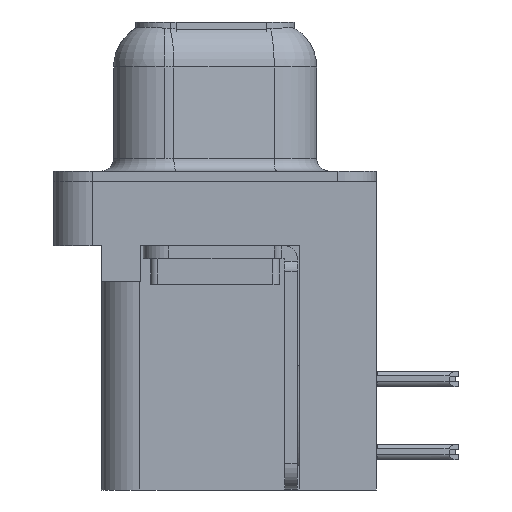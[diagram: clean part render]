
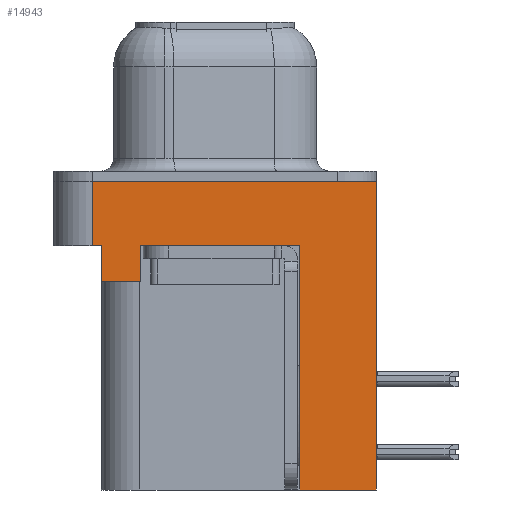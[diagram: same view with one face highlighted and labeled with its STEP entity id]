
A CAD part, left-side view. The second image highlights one B-rep face of the part: STEP entity #14943.
In plain terms, the highlighted planar face has unit normal (-1, 0, 0).
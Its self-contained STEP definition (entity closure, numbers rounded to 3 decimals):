
#95 = VERTEX_POINT ( 'NONE', #11806 ) ;
#205 = DIRECTION ( 'NONE',  ( 0., 1., 0. ) ) ;
#717 = VERTEX_POINT ( 'NONE', #21989 ) ;
#769 = CARTESIAN_POINT ( 'NONE',  ( -2.935, -6.275, -2.5 ) ) ;
#847 = CARTESIAN_POINT ( 'NONE',  ( -2.935, 4.775, -2.5 ) ) ;
#973 = ORIENTED_EDGE ( 'NONE', *, *, #25342, .T. ) ;
#1811 = ORIENTED_EDGE ( 'NONE', *, *, #10107, .T. ) ;
#1859 = CARTESIAN_POINT ( 'NONE',  ( -2.935, -6.275, -2.5 ) ) ;
#1996 = VERTEX_POINT ( 'NONE', #20862 ) ;
#2089 = VECTOR ( 'NONE', #14219, 1000. ) ;
#2260 = DIRECTION ( 'NONE',  ( 0., 0., 1. ) ) ;
#2696 = VECTOR ( 'NONE', #12466, 1000. ) ;
#2766 = CARTESIAN_POINT ( 'NONE',  ( -2.935, 4.425, -3.9 ) ) ;
#3261 = LINE ( 'NONE', #13476, #8317 ) ;
#3324 = EDGE_CURVE ( 'NONE', #7427, #12347, #5615, .T. ) ;
#4160 = VERTEX_POINT ( 'NONE', #11830 ) ;
#4500 = CARTESIAN_POINT ( 'NONE',  ( -2.935, 4.425, -2.5 ) ) ;
#4663 = DIRECTION ( 'NONE',  ( 0., 1., 0. ) ) ;
#4838 = CARTESIAN_POINT ( 'NONE',  ( -2.935, -3.295, -12. ) ) ;
#5258 = ORIENTED_EDGE ( 'NONE', *, *, #7868, .T. ) ;
#5391 = VECTOR ( 'NONE', #17572, 1000. ) ;
#5615 = LINE ( 'NONE', #4838, #21550 ) ;
#6747 = CARTESIAN_POINT ( 'NONE',  ( -2.935, -6.275, -2.5 ) ) ;
#6991 = VECTOR ( 'NONE', #13720, 1000. ) ;
#7295 = CARTESIAN_POINT ( 'NONE',  ( -2.935, -6.275, 0. ) ) ;
#7427 = VERTEX_POINT ( 'NONE', #15103 ) ;
#7764 = LINE ( 'NONE', #24702, #2089 ) ;
#7865 = VECTOR ( 'NONE', #205, 1000. ) ;
#7868 = EDGE_CURVE ( 'NONE', #10393, #95, #20945, .T. ) ;
#7913 = LINE ( 'NONE', #769, #26924 ) ;
#8317 = VECTOR ( 'NONE', #11450, 1000. ) ;
#8657 = ORIENTED_EDGE ( 'NONE', *, *, #24197, .F. ) ;
#9162 = ORIENTED_EDGE ( 'NONE', *, *, #22610, .F. ) ;
#9389 = VECTOR ( 'NONE', #22073, 1000. ) ;
#10107 = EDGE_CURVE ( 'NONE', #95, #1996, #7913, .T. ) ;
#10393 = VERTEX_POINT ( 'NONE', #11904 ) ;
#11347 = VERTEX_POINT ( 'NONE', #847 ) ;
#11450 = DIRECTION ( 'NONE',  ( 0., 0., 1. ) ) ;
#11806 = CARTESIAN_POINT ( 'NONE',  ( -2.935, 2.895, -2.5 ) ) ;
#11830 = CARTESIAN_POINT ( 'NONE',  ( -2.935, 4.425, -3.9 ) ) ;
#11904 = CARTESIAN_POINT ( 'NONE',  ( -2.935, 2.895, -3.9 ) ) ;
#12233 = AXIS2_PLACEMENT_3D ( 'NONE', #6747, #21837, #2260 ) ;
#12347 = VERTEX_POINT ( 'NONE', #16937 ) ;
#12452 = CARTESIAN_POINT ( 'NONE',  ( -2.935, -6.275, 0. ) ) ;
#12466 = DIRECTION ( 'NONE',  ( 0., -1., 0. ) ) ;
#12478 = PLANE ( 'NONE',  #12233 ) ;
#13476 = CARTESIAN_POINT ( 'NONE',  ( -2.935, 4.425, -3.9 ) ) ;
#13522 = EDGE_CURVE ( 'NONE', #11347, #18799, #25686, .T. ) ;
#13720 = DIRECTION ( 'NONE',  ( 0., -1., 0. ) ) ;
#14219 = DIRECTION ( 'NONE',  ( 0., 0., 1. ) ) ;
#14259 = CARTESIAN_POINT ( 'NONE',  ( -2.935, -6.275, -2.5 ) ) ;
#14943 = ADVANCED_FACE ( 'NONE', ( #17165 ), #12478, .T. ) ;
#15103 = CARTESIAN_POINT ( 'NONE',  ( -2.935, -6.275, -12. ) ) ;
#15272 = ORIENTED_EDGE ( 'NONE', *, *, #13522, .T. ) ;
#15392 = CARTESIAN_POINT ( 'NONE',  ( -2.935, -3.295, -12. ) ) ;
#15636 = ORIENTED_EDGE ( 'NONE', *, *, #3324, .F. ) ;
#15679 = ORIENTED_EDGE ( 'NONE', *, *, #19113, .F. ) ;
#15931 = DIRECTION ( 'NONE',  ( 0., -1., 0. ) ) ;
#16610 = DIRECTION ( 'NONE',  ( 0., 0., 1. ) ) ;
#16789 = VERTEX_POINT ( 'NONE', #12452 ) ;
#16937 = CARTESIAN_POINT ( 'NONE',  ( -2.935, -3.295, -12. ) ) ;
#17165 = FACE_OUTER_BOUND ( 'NONE', #21138, .T. ) ;
#17572 = DIRECTION ( 'NONE',  ( 0., 0., 1. ) ) ;
#17991 = VECTOR ( 'NONE', #16610, 1000. ) ;
#18004 = CARTESIAN_POINT ( 'NONE',  ( -2.935, 2.895, -3.9 ) ) ;
#18293 = LINE ( 'NONE', #15392, #5391 ) ;
#18504 = EDGE_CURVE ( 'NONE', #11347, #717, #7764, .T. ) ;
#18557 = LINE ( 'NONE', #7295, #6991 ) ;
#18799 = VERTEX_POINT ( 'NONE', #4500 ) ;
#19113 = EDGE_CURVE ( 'NONE', #12347, #1996, #18293, .T. ) ;
#19276 = ORIENTED_EDGE ( 'NONE', *, *, #22266, .F. ) ;
#20862 = CARTESIAN_POINT ( 'NONE',  ( -2.935, -3.295, -2.5 ) ) ;
#20945 = LINE ( 'NONE', #18004, #9389 ) ;
#21024 = ORIENTED_EDGE ( 'NONE', *, *, #18504, .F. ) ;
#21138 = EDGE_LOOP ( 'NONE', ( #9162, #21024, #15272, #19276, #8657, #5258, #1811, #15679, #15636, #973 ) ) ;
#21550 = VECTOR ( 'NONE', #4663, 1000. ) ;
#21837 = DIRECTION ( 'NONE',  ( -1., 0., 0. ) ) ;
#21989 = CARTESIAN_POINT ( 'NONE',  ( -2.935, 4.775, 0. ) ) ;
#22073 = DIRECTION ( 'NONE',  ( 0., 0., 1. ) ) ;
#22266 = EDGE_CURVE ( 'NONE', #4160, #18799, #3261, .T. ) ;
#22610 = EDGE_CURVE ( 'NONE', #717, #16789, #18557, .T. ) ;
#23062 = LINE ( 'NONE', #14259, #17991 ) ;
#24197 = EDGE_CURVE ( 'NONE', #10393, #4160, #24509, .T. ) ;
#24509 = LINE ( 'NONE', #2766, #7865 ) ;
#24702 = CARTESIAN_POINT ( 'NONE',  ( -2.935, 4.775, -2.5 ) ) ;
#25342 = EDGE_CURVE ( 'NONE', #7427, #16789, #23062, .T. ) ;
#25686 = LINE ( 'NONE', #1859, #2696 ) ;
#26924 = VECTOR ( 'NONE', #15931, 1000. ) ;
